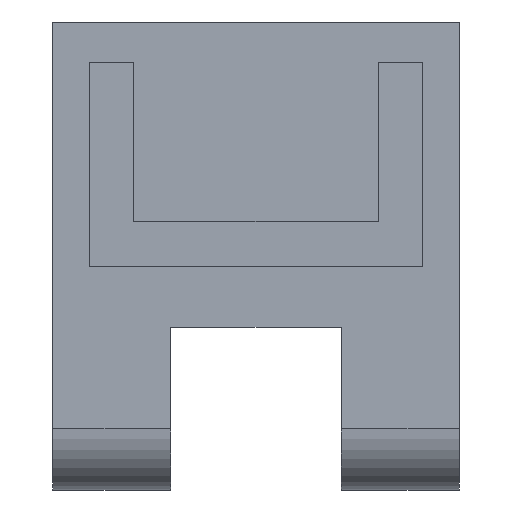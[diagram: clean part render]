
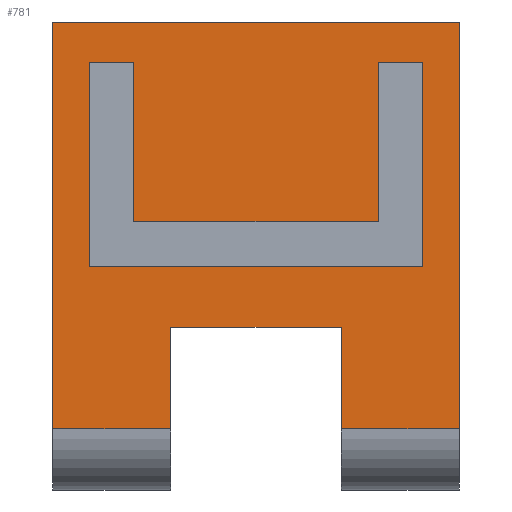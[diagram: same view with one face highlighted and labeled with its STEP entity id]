
A CAD part, top view. The second image highlights one B-rep face of the part: STEP entity #781.
In plain terms, the highlighted planar face has unit normal (0, 0, 1).
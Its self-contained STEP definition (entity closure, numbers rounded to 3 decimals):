
#5 = DIRECTION ( 'NONE',  ( 0., -1., 0. ) ) ;
#6 = ORIENTED_EDGE ( 'NONE', *, *, #688, .F. ) ;
#8 = EDGE_CURVE ( 'NONE', #34, #123, #346, .T. ) ;
#9 = LINE ( 'NONE', #451, #340 ) ;
#10 = ORIENTED_EDGE ( 'NONE', *, *, #8, .F. ) ;
#13 = DIRECTION ( 'NONE',  ( -1., 0., 0. ) ) ;
#19 = EDGE_CURVE ( 'NONE', #123, #229, #94, .T. ) ;
#20 = CARTESIAN_POINT ( 'NONE',  ( 45.5, -5., 7.5 ) ) ;
#26 = CARTESIAN_POINT ( 'NONE',  ( 0., -25., 7.5 ) ) ;
#34 = VERTEX_POINT ( 'NONE', #285 ) ;
#38 = LINE ( 'NONE', #159, #167 ) ;
#39 = CARTESIAN_POINT ( 'NONE',  ( 14.5, -12.5, 7.5 ) ) ;
#50 = CARTESIAN_POINT ( 'NONE',  ( 45.5, -5., 7.5 ) ) ;
#63 = DIRECTION ( 'NONE',  ( -1., 0., 0. ) ) ;
#65 = VERTEX_POINT ( 'NONE', #160 ) ;
#72 = DIRECTION ( 'NONE',  ( -1., 0., 0. ) ) ;
#74 = VECTOR ( 'NONE', #13, 1000. ) ;
#78 = EDGE_CURVE ( 'NONE', #229, #496, #257, .T. ) ;
#86 = VERTEX_POINT ( 'NONE', #435 ) ;
#94 = LINE ( 'NONE', #39, #98 ) ;
#95 = VERTEX_POINT ( 'NONE', #318 ) ;
#98 = VECTOR ( 'NONE', #768, 1000. ) ;
#101 = DIRECTION ( 'NONE',  ( 0., 1., 0. ) ) ;
#103 = ORIENTED_EDGE ( 'NONE', *, *, #331, .F. ) ;
#109 = LINE ( 'NONE', #614, #446 ) ;
#116 = EDGE_CURVE ( 'NONE', #86, #34, #610, .T. ) ;
#120 = CARTESIAN_POINT ( 'NONE',  ( 50., 25., 7.5 ) ) ;
#123 = VERTEX_POINT ( 'NONE', #790 ) ;
#132 = LINE ( 'NONE', #388, #408 ) ;
#149 = ORIENTED_EDGE ( 'NONE', *, *, #325, .F. ) ;
#159 = CARTESIAN_POINT ( 'NONE',  ( 4.5, 20., 7.5 ) ) ;
#160 = CARTESIAN_POINT ( 'NONE',  ( 4.5, -5., 7.5 ) ) ;
#167 = VECTOR ( 'NONE', #345, 1000. ) ;
#174 = CARTESIAN_POINT ( 'NONE',  ( 50., -25., 7.5 ) ) ;
#196 = CARTESIAN_POINT ( 'NONE',  ( 0., 25., 7.5 ) ) ;
#199 = PLANE ( 'NONE',  #575 ) ;
#211 = LINE ( 'NONE', #576, #74 ) ;
#218 = LINE ( 'NONE', #469, #662 ) ;
#229 = VERTEX_POINT ( 'NONE', #504 ) ;
#233 = ORIENTED_EDGE ( 'NONE', *, *, #278, .T. ) ;
#255 = ORIENTED_EDGE ( 'NONE', *, *, #301, .F. ) ;
#257 = LINE ( 'NONE', #687, #548 ) ;
#259 = DIRECTION ( 'NONE',  ( 0., -1., 0. ) ) ;
#265 = FACE_BOUND ( 'NONE', #299, .T. ) ;
#275 = VECTOR ( 'NONE', #603, 1000. ) ;
#278 = EDGE_CURVE ( 'NONE', #762, #622, #521, .T. ) ;
#285 = CARTESIAN_POINT ( 'NONE',  ( 35.5, -25., 7.5 ) ) ;
#299 = EDGE_LOOP ( 'NONE', ( #567, #103, #543, #646, #6, #466, #149, #315 ) ) ;
#301 = EDGE_CURVE ( 'NONE', #496, #622, #132, .T. ) ;
#312 = CARTESIAN_POINT ( 'NONE',  ( 10., 20., 7.5 ) ) ;
#315 = ORIENTED_EDGE ( 'NONE', *, *, #600, .F. ) ;
#318 = CARTESIAN_POINT ( 'NONE',  ( 45.5, 20., 7.5 ) ) ;
#325 = EDGE_CURVE ( 'NONE', #699, #95, #639, .T. ) ;
#331 = EDGE_CURVE ( 'NONE', #528, #474, #9, .T. ) ;
#337 = VECTOR ( 'NONE', #439, 1000. ) ;
#340 = VECTOR ( 'NONE', #72, 1000. ) ;
#345 = DIRECTION ( 'NONE',  ( 0., -1., 0. ) ) ;
#346 = LINE ( 'NONE', #542, #485 ) ;
#350 = EDGE_CURVE ( 'NONE', #619, #762, #211, .T. ) ;
#352 = ORIENTED_EDGE ( 'NONE', *, *, #473, .F. ) ;
#356 = LINE ( 'NONE', #665, #275 ) ;
#360 = ORIENTED_EDGE ( 'NONE', *, *, #116, .F. ) ;
#388 = CARTESIAN_POINT ( 'NONE',  ( 50., -25., 7.5 ) ) ;
#393 = DIRECTION ( 'NONE',  ( -1., 0., 0. ) ) ;
#401 = FACE_OUTER_BOUND ( 'NONE', #505, .T. ) ;
#403 = ORIENTED_EDGE ( 'NONE', *, *, #350, .T. ) ;
#408 = VECTOR ( 'NONE', #393, 1000. ) ;
#413 = EDGE_CURVE ( 'NONE', #474, #65, #38, .T. ) ;
#426 = EDGE_CURVE ( 'NONE', #667, #528, #218, .T. ) ;
#435 = CARTESIAN_POINT ( 'NONE',  ( 50., -25., 7.5 ) ) ;
#439 = DIRECTION ( 'NONE',  ( -1., 0., 0. ) ) ;
#445 = CARTESIAN_POINT ( 'NONE',  ( 50., -25., 7.5 ) ) ;
#446 = VECTOR ( 'NONE', #63, 1000. ) ;
#451 = CARTESIAN_POINT ( 'NONE',  ( 4.5, 20., 7.5 ) ) ;
#453 = DIRECTION ( 'NONE',  ( -1., 0., 0. ) ) ;
#455 = ORIENTED_EDGE ( 'NONE', *, *, #19, .F. ) ;
#466 = ORIENTED_EDGE ( 'NONE', *, *, #707, .F. ) ;
#469 = CARTESIAN_POINT ( 'NONE',  ( 10., 20., 7.5 ) ) ;
#473 = EDGE_CURVE ( 'NONE', #619, #86, #356, .T. ) ;
#474 = VERTEX_POINT ( 'NONE', #546 ) ;
#485 = VECTOR ( 'NONE', #780, 1000. ) ;
#496 = VERTEX_POINT ( 'NONE', #779 ) ;
#503 = CARTESIAN_POINT ( 'NONE',  ( 40., 20., 7.5 ) ) ;
#504 = CARTESIAN_POINT ( 'NONE',  ( 14.5, -12.5, 7.5 ) ) ;
#505 = EDGE_LOOP ( 'NONE', ( #255, #708, #455, #10, #360, #352, #403, #233 ) ) ;
#519 = EDGE_CURVE ( 'NONE', #573, #667, #109, .T. ) ;
#521 = LINE ( 'NONE', #26, #636 ) ;
#527 = VECTOR ( 'NONE', #633, 1000. ) ;
#528 = VERTEX_POINT ( 'NONE', #312 ) ;
#542 = CARTESIAN_POINT ( 'NONE',  ( 35.5, -32.5, 7.5 ) ) ;
#543 = ORIENTED_EDGE ( 'NONE', *, *, #426, .F. ) ;
#546 = CARTESIAN_POINT ( 'NONE',  ( 4.5, 20., 7.5 ) ) ;
#548 = VECTOR ( 'NONE', #5, 1000. ) ;
#565 = CARTESIAN_POINT ( 'NONE',  ( 40., 0.5, 7.5 ) ) ;
#567 = ORIENTED_EDGE ( 'NONE', *, *, #413, .F. ) ;
#568 = DIRECTION ( 'NONE',  ( -1., 0., 0. ) ) ;
#571 = LINE ( 'NONE', #690, #612 ) ;
#572 = CARTESIAN_POINT ( 'NONE',  ( 45.5, 20., 7.5 ) ) ;
#573 = VERTEX_POINT ( 'NONE', #565 ) ;
#575 = AXIS2_PLACEMENT_3D ( 'NONE', #445, #635, #453 ) ;
#576 = CARTESIAN_POINT ( 'NONE',  ( 50., 25., 7.5 ) ) ;
#600 = EDGE_CURVE ( 'NONE', #65, #699, #732, .T. ) ;
#603 = DIRECTION ( 'NONE',  ( 0., -1., 0. ) ) ;
#610 = LINE ( 'NONE', #174, #337 ) ;
#612 = VECTOR ( 'NONE', #568, 1000. ) ;
#614 = CARTESIAN_POINT ( 'NONE',  ( 10., 0.5, 7.5 ) ) ;
#617 = CARTESIAN_POINT ( 'NONE',  ( 40., 20., 7.5 ) ) ;
#619 = VERTEX_POINT ( 'NONE', #120 ) ;
#620 = LINE ( 'NONE', #617, #663 ) ;
#622 = VERTEX_POINT ( 'NONE', #668 ) ;
#631 = VERTEX_POINT ( 'NONE', #503 ) ;
#633 = DIRECTION ( 'NONE',  ( 0., 1., 0. ) ) ;
#635 = DIRECTION ( 'NONE',  ( 0., 0., -1. ) ) ;
#636 = VECTOR ( 'NONE', #754, 1000. ) ;
#639 = LINE ( 'NONE', #572, #527 ) ;
#646 = ORIENTED_EDGE ( 'NONE', *, *, #519, .F. ) ;
#662 = VECTOR ( 'NONE', #101, 1000. ) ;
#663 = VECTOR ( 'NONE', #259, 1000. ) ;
#665 = CARTESIAN_POINT ( 'NONE',  ( 50., -25., 7.5 ) ) ;
#667 = VERTEX_POINT ( 'NONE', #679 ) ;
#668 = CARTESIAN_POINT ( 'NONE',  ( 0., -25., 7.5 ) ) ;
#672 = DIRECTION ( 'NONE',  ( 1., 0., 0. ) ) ;
#676 = VECTOR ( 'NONE', #672, 1000. ) ;
#679 = CARTESIAN_POINT ( 'NONE',  ( 10., 0.5, 7.5 ) ) ;
#687 = CARTESIAN_POINT ( 'NONE',  ( 14.5, -32.5, 7.5 ) ) ;
#688 = EDGE_CURVE ( 'NONE', #631, #573, #620, .T. ) ;
#690 = CARTESIAN_POINT ( 'NONE',  ( 45.5, 20., 7.5 ) ) ;
#699 = VERTEX_POINT ( 'NONE', #20 ) ;
#707 = EDGE_CURVE ( 'NONE', #95, #631, #571, .T. ) ;
#708 = ORIENTED_EDGE ( 'NONE', *, *, #78, .F. ) ;
#732 = LINE ( 'NONE', #50, #676 ) ;
#754 = DIRECTION ( 'NONE',  ( 0., -1., 0. ) ) ;
#762 = VERTEX_POINT ( 'NONE', #196 ) ;
#768 = DIRECTION ( 'NONE',  ( -1., 0., 0. ) ) ;
#779 = CARTESIAN_POINT ( 'NONE',  ( 14.5, -25., 7.5 ) ) ;
#780 = DIRECTION ( 'NONE',  ( 0., 1., 0. ) ) ;
#781 = ADVANCED_FACE ( 'NONE', ( #265, #401 ), #199, .F. ) ;
#790 = CARTESIAN_POINT ( 'NONE',  ( 35.5, -12.5, 7.5 ) ) ;
